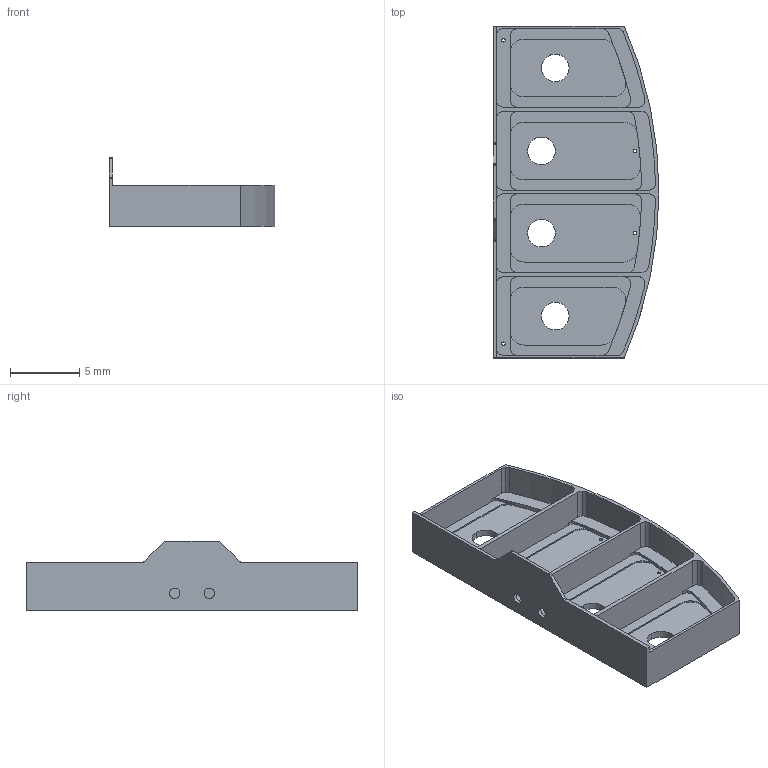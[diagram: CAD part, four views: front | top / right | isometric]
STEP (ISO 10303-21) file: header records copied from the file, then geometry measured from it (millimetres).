
FILE_DESCRIPTION(('produced by SPATIAL CORP'),'2;1');
FILE_NAME( 'boeing_part.hh.sat.stp', '2002-04-22T18:05:59+00:00',('SPATIAL CORP'),('SPATIAL CORP'), 'ACIS STEP Husk','http://www.spatial.com','SPATIAL CORP');
FILE_SCHEMA(('CONFIG_CONTROL_DESIGN'));
Length unit declared in the file: millimetre
Products named in the file (1): PRODUCT_ID_1
Bounding box: 12 x 24 x 5 mm (x, y, z)
Volume: 217 mm3; surface area: 1081.7 mm2
Topology: 1 solids, 1 shells, 185 faces, 549 edges, 366 vertices
Faces by surface type: cylinder 134, plane 51
Entity records: 5385 total; most frequent: ORIENTED_EDGE 1098, CARTESIAN_POINT 881, DIRECTION 773, EDGE_CURVE 549, VERTEX_POINT 366, AXIS2_PLACEMENT_3D 258, VECTOR 257, LINE 257
